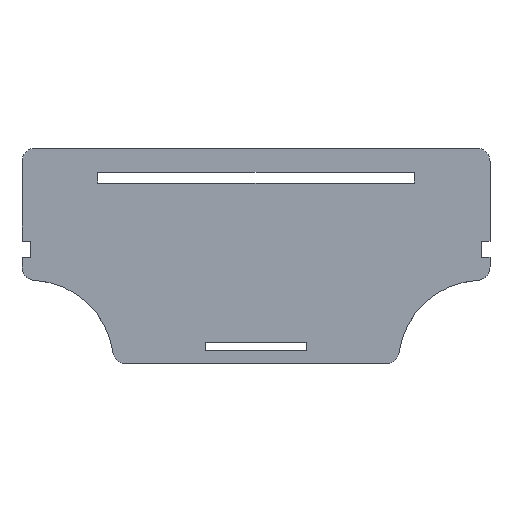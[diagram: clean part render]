
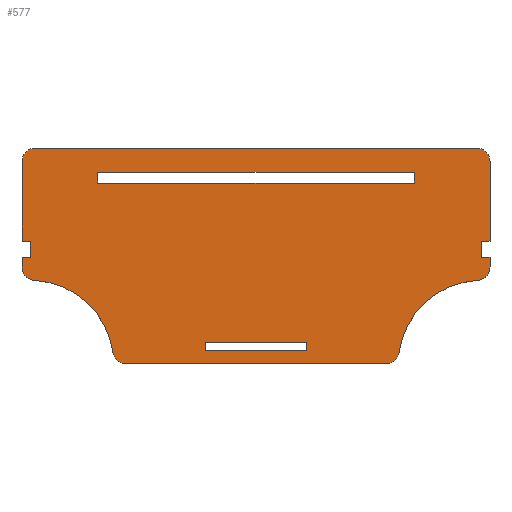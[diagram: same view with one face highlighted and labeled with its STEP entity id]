
A CAD part, top view. The second image highlights one B-rep face of the part: STEP entity #577.
In plain terms, the highlighted planar face has unit normal (0, 0, 1).
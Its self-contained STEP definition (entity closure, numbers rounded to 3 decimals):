
#25=FACE_BOUND('',#64,.T.);
#26=FACE_BOUND('',#65,.T.);
#31=FACE_OUTER_BOUND('',#63,.T.);
#63=EDGE_LOOP('',(#423,#424,#425,#426,#427,#428,#429,#430,#431,#432,#433,
#434,#435,#436,#437,#438,#439,#440,#441,#442));
#64=EDGE_LOOP('',(#443,#444,#445,#446));
#65=EDGE_LOOP('',(#447,#448,#449,#450));
#99=CIRCLE('',#630,5.);
#100=CIRCLE('',#631,31.);
#101=CIRCLE('',#632,5.);
#102=CIRCLE('',#633,5.);
#103=CIRCLE('',#634,31.);
#104=CIRCLE('',#635,5.);
#105=CIRCLE('',#636,5.);
#106=CIRCLE('',#637,5.);
#128=LINE('',#887,#196);
#131=LINE('',#893,#199);
#135=LINE('',#900,#203);
#136=LINE('',#903,#204);
#137=LINE('',#905,#205);
#138=LINE('',#907,#206);
#139=LINE('',#909,#207);
#140=LINE('',#917,#208);
#141=LINE('',#924,#209);
#142=LINE('',#926,#210);
#143=LINE('',#927,#211);
#144=LINE('',#931,#212);
#145=LINE('',#935,#213);
#146=LINE('',#937,#214);
#147=LINE('',#939,#215);
#148=LINE('',#940,#216);
#149=LINE('',#943,#217);
#150=LINE('',#945,#218);
#151=LINE('',#947,#219);
#152=LINE('',#948,#220);
#196=VECTOR('',#706,10.);
#199=VECTOR('',#711,10.);
#203=VECTOR('',#717,10.);
#204=VECTOR('',#720,10.);
#205=VECTOR('',#721,10.);
#206=VECTOR('',#722,10.);
#207=VECTOR('',#723,10.);
#208=VECTOR('',#730,10.);
#209=VECTOR('',#737,10.);
#210=VECTOR('',#738,10.);
#211=VECTOR('',#739,10.);
#212=VECTOR('',#742,10.);
#213=VECTOR('',#745,10.);
#214=VECTOR('',#746,10.);
#215=VECTOR('',#747,10.);
#216=VECTOR('',#748,10.);
#217=VECTOR('',#749,10.);
#218=VECTOR('',#750,10.);
#219=VECTOR('',#751,10.);
#220=VECTOR('',#752,10.);
#271=VERTEX_POINT('',#884);
#272=VERTEX_POINT('',#886);
#273=VERTEX_POINT('',#890);
#274=VERTEX_POINT('',#892);
#275=VERTEX_POINT('',#896);
#276=VERTEX_POINT('',#898);
#277=VERTEX_POINT('',#902);
#278=VERTEX_POINT('',#904);
#279=VERTEX_POINT('',#906);
#280=VERTEX_POINT('',#908);
#281=VERTEX_POINT('',#910);
#282=VERTEX_POINT('',#912);
#283=VERTEX_POINT('',#914);
#284=VERTEX_POINT('',#916);
#285=VERTEX_POINT('',#918);
#286=VERTEX_POINT('',#920);
#287=VERTEX_POINT('',#923);
#288=VERTEX_POINT('',#925);
#289=VERTEX_POINT('',#928);
#290=VERTEX_POINT('',#930);
#291=VERTEX_POINT('',#933);
#292=VERTEX_POINT('',#934);
#293=VERTEX_POINT('',#936);
#294=VERTEX_POINT('',#938);
#295=VERTEX_POINT('',#941);
#296=VERTEX_POINT('',#942);
#297=VERTEX_POINT('',#944);
#298=VERTEX_POINT('',#946);
#328=EDGE_CURVE('',#271,#272,#128,.T.);
#331=EDGE_CURVE('',#273,#274,#131,.T.);
#335=EDGE_CURVE('',#276,#275,#135,.T.);
#336=EDGE_CURVE('',#271,#277,#136,.T.);
#337=EDGE_CURVE('',#277,#278,#137,.T.);
#338=EDGE_CURVE('',#278,#279,#138,.T.);
#339=EDGE_CURVE('',#280,#279,#139,.T.);
#340=EDGE_CURVE('',#281,#280,#99,.T.);
#341=EDGE_CURVE('',#281,#282,#100,.T.);
#342=EDGE_CURVE('',#283,#282,#101,.T.);
#343=EDGE_CURVE('',#284,#283,#140,.T.);
#344=EDGE_CURVE('',#285,#284,#102,.T.);
#345=EDGE_CURVE('',#285,#286,#103,.T.);
#346=EDGE_CURVE('',#274,#286,#104,.T.);
#347=EDGE_CURVE('',#273,#287,#141,.T.);
#348=EDGE_CURVE('',#287,#288,#142,.T.);
#349=EDGE_CURVE('',#288,#275,#143,.T.);
#350=EDGE_CURVE('',#289,#276,#105,.T.);
#351=EDGE_CURVE('',#289,#290,#144,.T.);
#352=EDGE_CURVE('',#272,#290,#106,.T.);
#353=EDGE_CURVE('',#291,#292,#145,.T.);
#354=EDGE_CURVE('',#292,#293,#146,.T.);
#355=EDGE_CURVE('',#293,#294,#147,.T.);
#356=EDGE_CURVE('',#294,#291,#148,.T.);
#357=EDGE_CURVE('',#295,#296,#149,.T.);
#358=EDGE_CURVE('',#297,#296,#150,.T.);
#359=EDGE_CURVE('',#297,#298,#151,.T.);
#360=EDGE_CURVE('',#298,#295,#152,.T.);
#423=ORIENTED_EDGE('',*,*,#336,.T.);
#424=ORIENTED_EDGE('',*,*,#337,.T.);
#425=ORIENTED_EDGE('',*,*,#338,.T.);
#426=ORIENTED_EDGE('',*,*,#339,.F.);
#427=ORIENTED_EDGE('',*,*,#340,.F.);
#428=ORIENTED_EDGE('',*,*,#341,.T.);
#429=ORIENTED_EDGE('',*,*,#342,.F.);
#430=ORIENTED_EDGE('',*,*,#343,.F.);
#431=ORIENTED_EDGE('',*,*,#344,.F.);
#432=ORIENTED_EDGE('',*,*,#345,.T.);
#433=ORIENTED_EDGE('',*,*,#346,.F.);
#434=ORIENTED_EDGE('',*,*,#331,.F.);
#435=ORIENTED_EDGE('',*,*,#347,.T.);
#436=ORIENTED_EDGE('',*,*,#348,.T.);
#437=ORIENTED_EDGE('',*,*,#349,.T.);
#438=ORIENTED_EDGE('',*,*,#335,.F.);
#439=ORIENTED_EDGE('',*,*,#350,.F.);
#440=ORIENTED_EDGE('',*,*,#351,.T.);
#441=ORIENTED_EDGE('',*,*,#352,.F.);
#442=ORIENTED_EDGE('',*,*,#328,.F.);
#443=ORIENTED_EDGE('',*,*,#353,.T.);
#444=ORIENTED_EDGE('',*,*,#354,.T.);
#445=ORIENTED_EDGE('',*,*,#355,.T.);
#446=ORIENTED_EDGE('',*,*,#356,.T.);
#447=ORIENTED_EDGE('',*,*,#357,.T.);
#448=ORIENTED_EDGE('',*,*,#358,.F.);
#449=ORIENTED_EDGE('',*,*,#359,.T.);
#450=ORIENTED_EDGE('',*,*,#360,.T.);
#555=PLANE('',#629);
#577=ADVANCED_FACE('',(#31,#25,#26),#555,.T.);
#629=AXIS2_PLACEMENT_3D('',#901,#718,#719);
#630=AXIS2_PLACEMENT_3D('',#911,#724,#725);
#631=AXIS2_PLACEMENT_3D('',#913,#726,#727);
#632=AXIS2_PLACEMENT_3D('',#915,#728,#729);
#633=AXIS2_PLACEMENT_3D('',#919,#731,#732);
#634=AXIS2_PLACEMENT_3D('',#921,#733,#734);
#635=AXIS2_PLACEMENT_3D('',#922,#735,#736);
#636=AXIS2_PLACEMENT_3D('',#929,#740,#741);
#637=AXIS2_PLACEMENT_3D('',#932,#743,#744);
#706=DIRECTION('',(0.,1.,0.));
#711=DIRECTION('',(0.,-1.,0.));
#717=DIRECTION('',(0.,-1.,0.));
#718=DIRECTION('center_axis',(0.,0.,1.));
#719=DIRECTION('ref_axis',(1.,0.,0.));
#720=DIRECTION('',(1.,0.,0.));
#721=DIRECTION('',(0.,-1.,0.));
#722=DIRECTION('',(-1.,0.,0.));
#723=DIRECTION('',(0.,1.,0.));
#724=DIRECTION('center_axis',(0.,0.,-1.));
#725=DIRECTION('ref_axis',(1.,0.,0.));
#726=DIRECTION('center_axis',(0.,0.,-1.));
#727=DIRECTION('ref_axis',(-1.,0.,0.));
#728=DIRECTION('center_axis',(0.,0.,-1.));
#729=DIRECTION('ref_axis',(-0.656,-0.755,0.));
#730=DIRECTION('',(-1.,0.,0.));
#731=DIRECTION('center_axis',(0.,0.,-1.));
#732=DIRECTION('ref_axis',(0.656,-0.755,0.));
#733=DIRECTION('center_axis',(0.,0.,-1.));
#734=DIRECTION('ref_axis',(-1.,0.,0.));
#735=DIRECTION('center_axis',(0.,0.,-1.));
#736=DIRECTION('ref_axis',(-1.,0.,0.));
#737=DIRECTION('',(-1.,0.,0.));
#738=DIRECTION('',(0.,1.,0.));
#739=DIRECTION('',(1.,0.,0.));
#740=DIRECTION('center_axis',(0.,0.,-1.));
#741=DIRECTION('ref_axis',(0.707,0.707,0.));
#742=DIRECTION('',(-1.,0.,0.));
#743=DIRECTION('center_axis',(0.,0.,-1.));
#744=DIRECTION('ref_axis',(-0.707,0.707,0.));
#745=DIRECTION('',(0.,-1.,0.));
#746=DIRECTION('',(-1.,0.,0.));
#747=DIRECTION('',(0.,1.,0.));
#748=DIRECTION('',(1.,0.,0.));
#749=DIRECTION('',(0.,1.,0.));
#750=DIRECTION('',(-1.,0.,0.));
#751=DIRECTION('',(0.,-1.,0.));
#752=DIRECTION('',(-1.,0.,0.));
#884=CARTESIAN_POINT('',(-8.,-21.48,12.02));
#886=CARTESIAN_POINT('',(-8.,8.,12.02));
#887=CARTESIAN_POINT('',(-8.,13.,12.02));
#890=CARTESIAN_POINT('',(165.46,-27.484,12.02));
#892=CARTESIAN_POINT('',(165.46,-31.056,12.02));
#893=CARTESIAN_POINT('',(165.46,-47.,12.02));
#896=CARTESIAN_POINT('',(165.46,-21.48,12.02));
#898=CARTESIAN_POINT('',(165.46,8.,12.02));
#900=CARTESIAN_POINT('',(165.46,-47.,12.02));
#901=CARTESIAN_POINT('Origin',(78.73,-17.,12.02));
#902=CARTESIAN_POINT('',(-4.94,-21.48,12.02));
#903=CARTESIAN_POINT('',(36.895,-21.48,12.02));
#904=CARTESIAN_POINT('',(-4.94,-27.484,12.02));
#905=CARTESIAN_POINT('',(-4.94,-22.242,12.02));
#906=CARTESIAN_POINT('',(-8.,-27.484,12.02));
#907=CARTESIAN_POINT('',(35.395,-27.484,12.02));
#908=CARTESIAN_POINT('',(-8.,-31.056,12.02));
#909=CARTESIAN_POINT('',(-8.,13.,12.02));
#910=CARTESIAN_POINT('',(-3.278,-36.048,12.02));
#911=CARTESIAN_POINT('Origin',(-3.,-31.056,12.02));
#912=CARTESIAN_POINT('',(25.7,-62.694,12.02));
#913=CARTESIAN_POINT('Origin',(-5.,-67.,12.02));
#914=CARTESIAN_POINT('',(30.651,-67.,12.02));
#915=CARTESIAN_POINT('Origin',(30.651,-62.,12.02));
#916=CARTESIAN_POINT('',(126.809,-67.,12.02));
#917=CARTESIAN_POINT('',(162.46,-67.,12.02));
#918=CARTESIAN_POINT('',(131.76,-62.694,12.02));
#919=CARTESIAN_POINT('Origin',(126.809,-62.,12.02));
#920=CARTESIAN_POINT('',(160.738,-36.048,12.02));
#921=CARTESIAN_POINT('Origin',(162.46,-67.,12.02));
#922=CARTESIAN_POINT('Origin',(160.46,-31.056,12.02));
#923=CARTESIAN_POINT('',(162.46,-27.484,12.02));
#924=CARTESIAN_POINT('',(120.595,-27.484,12.02));
#925=CARTESIAN_POINT('',(162.46,-21.48,12.02));
#926=CARTESIAN_POINT('',(162.46,-19.24,12.02));
#927=CARTESIAN_POINT('',(122.095,-21.48,12.02));
#928=CARTESIAN_POINT('',(160.46,13.,12.02));
#929=CARTESIAN_POINT('Origin',(160.46,8.,12.02));
#930=CARTESIAN_POINT('',(-3.,13.,12.02));
#931=CARTESIAN_POINT('',(162.46,13.,12.02));
#932=CARTESIAN_POINT('Origin',(-3.,8.,12.02));
#933=CARTESIAN_POINT('',(137.46,4.,12.02));
#934=CARTESIAN_POINT('',(137.46,0.,12.02));
#935=CARTESIAN_POINT('',(137.46,-7.,12.02));
#936=CARTESIAN_POINT('',(20.,0.,12.02));
#937=CARTESIAN_POINT('',(49.365,0.,12.02));
#938=CARTESIAN_POINT('',(20.,4.,12.02));
#939=CARTESIAN_POINT('',(20.,-7.,12.02));
#940=CARTESIAN_POINT('',(108.095,4.,12.02));
#941=CARTESIAN_POINT('',(60.,-62.,12.02));
#942=CARTESIAN_POINT('',(60.,-59.,12.02));
#943=CARTESIAN_POINT('',(60.,-34.5,12.02));
#944=CARTESIAN_POINT('',(97.46,-59.,12.02));
#945=CARTESIAN_POINT('',(88.095,-59.,12.02));
#946=CARTESIAN_POINT('',(97.46,-62.,12.02));
#947=CARTESIAN_POINT('',(97.46,-34.5,12.02));
#948=CARTESIAN_POINT('',(69.365,-62.,12.02));
